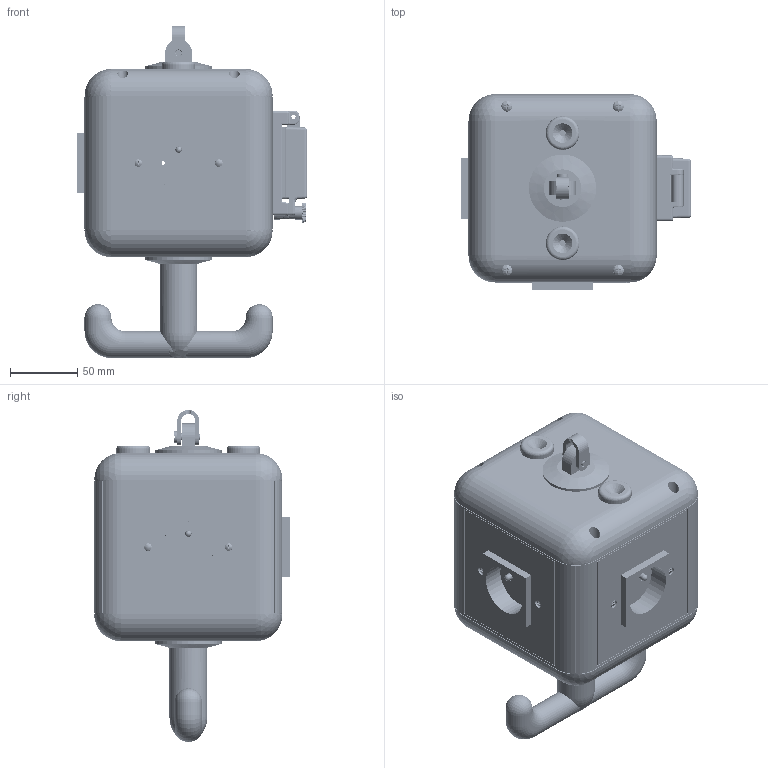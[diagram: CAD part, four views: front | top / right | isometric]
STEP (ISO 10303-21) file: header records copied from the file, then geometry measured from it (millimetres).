
FILE_DESCRIPTION (( 'STEP AP214' ), '1' );
FILE_NAME ('6109782.STEP', '2020-02-11T08:59:15', ( '' ), ( '' ), 'SwSTEP 2.0', 'SolidWorks 2018', '' );
FILE_SCHEMA (( 'AUTOMOTIVE_DESIGN' ));
Length unit declared in the file: millimetre
Products named in the file (30): 044025_Standard; 153732_Standard; 34950EW_Standard; 071463_Standard; P_0000007821_1_Standard; 077658_Standard; 044262_Standard; P_01336_1_Standard; 52413WM; 047854_Standard; P_42403C_1_Standard; 56741; 42440; 093900_Standard; 044034_Standard; P_43330A_1; 044050_Standard; P_42404A_1; P_39440650_1_Standard; P_43331A6_1; P_53013AA_1_Standard; P_39440646_1_Standard; 35104357_Standard; 150736_Standard; 34950DW_Standard; 6109782; P_34708_1; 35104321_Standard; 34951B_geknickt und gek〉zt f〉 Raumaufteilung 3:1; P_0000008521_1_Standard
Assembly tree (53 placements, depth 5):
  6109782
    P_39440646_1_Standard
    P_39440650_1_Standard
    P_43331A6_1  x2
    P_43330A_1  x2
    42440
    P_42403C_1_Standard
    P_34708_1  x2
    35104357_Standard  x6
    P_01336_1_Standard  x2
    P_53013AA_1_Standard  x8
    52413WM
    P_42404A_1
    56741
    34950DW_Standard  x2
    044262_Standard  x2
      077658_Standard
        044034_Standard
        044050_Standard
        093900_Standard
          071463_Standard  x2
      047854_Standard
        044025_Standard
    P_0000007821_1_Standard
    P_0000008521_1_Standard
    153732_Standard
      34950EW_Standard
    150736_Standard
    34951B_geknickt und gek〉zt f〉 Raumaufteilung 3:1
    35104321_Standard  x6
Bounding box: 171 x 145.5 x 247 mm (x, y, z)
Volume: 653106.2 mm3; surface area: 411041.8 mm2
Topology: 52 solids, 54 shells, 4466 faces, 11742 edges, 7476 vertices
Faces by surface type: plane 2346, cylinder 1297, bspline 438, cone 237, torus 104, sphere 44
Entity records: 132246 total; most frequent: CARTESIAN_POINT 51199, ORIENTED_EDGE 16686, DIRECTION 13874, EDGE_CURVE 8343, VERTEX_POINT 5354, VECTOR 4976, LINE 4976, AXIS2_PLACEMENT_3D 4449
